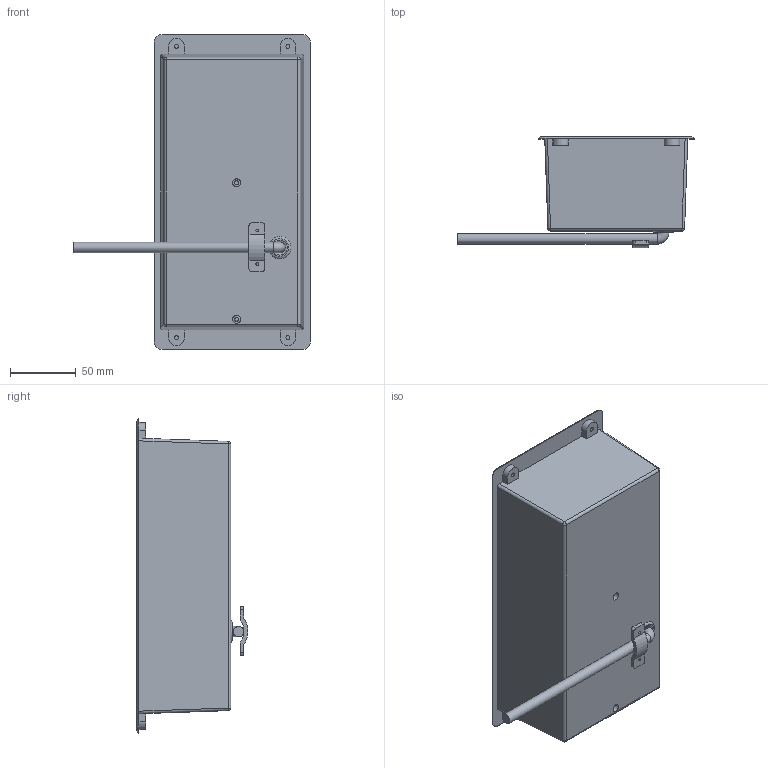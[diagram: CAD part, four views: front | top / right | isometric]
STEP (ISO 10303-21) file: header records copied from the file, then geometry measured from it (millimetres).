
FILE_DESCRIPTION(/* description */ (''),/* implementation_level */ '2;1');
FILE_NAME(/* name */ 'AE-PB1FAVAP-10.stp',/* time_stamp */ '2021-09-23T13:28:00+02:00',/* author */ ('SławomirO'),/* organization */ (''),/* preprocessor_version */ 'ST-DEVELOPER v18.1',/* originating_system */ 'Autodesk Inventor 2021',/* authorisation */ '');
FILE_SCHEMA (('AUTOMOTIVE_DESIGN { 1 0 10303 214 3 1 1 }'));
Length unit declared in the file: millimetre
Products named in the file (8): AE-PB1FAVAP-10; AE-PB1FAVAP-10_Bryła1_1; AE-PB1FAVAP-10_Bryła2_1; AE-PB1FAVAP-10_Bryła4_1; AE-PB1FAVAP-10_Bryła5; AE-PB1FAVAP-10_Bryła7; AE-PB1FAVAP-10_Bryła3_1; AE-PB1FAVAP-10_Bryła6
Assembly tree (7 placements, depth 2):
  AE-PB1FAVAP-10
    AE-PB1FAVAP-10_Bryła1_1
    AE-PB1FAVAP-10_Bryła2_1
    AE-PB1FAVAP-10_Bryła4_1
    AE-PB1FAVAP-10_Bryła5
    AE-PB1FAVAP-10_Bryła7
    AE-PB1FAVAP-10_Bryła3_1
    AE-PB1FAVAP-10_Bryła6
Bounding box: 180.3 x 85.04 x 240 mm (x, y, z)
Volume: 293811.5 mm3; surface area: 241618.3 mm2
Topology: 10 solids, 14 shells, 337 faces, 833 edges, 559 vertices
Faces by surface type: plane 212, cylinder 107, torus 6, cone 6, sphere 4, bspline 2
Full cylindrical faces by diameter (mm): 2 x2, 2.9 x1, 3 x6, 3.1 x4, 4 x3, 4.3 x1, 5 x2, 6 x2, 7.1 x4, 8 x4, 38 x1, 42 x2, 68 x1, 70 x1
Entity records: 10487 total; most frequent: CARTESIAN_POINT 1835, DIRECTION 1798, ORIENTED_EDGE 1666, EDGE_CURVE 833, AXIS2_PLACEMENT_3D 625, VERTEX_POINT 559, LINE 548, VECTOR 548
